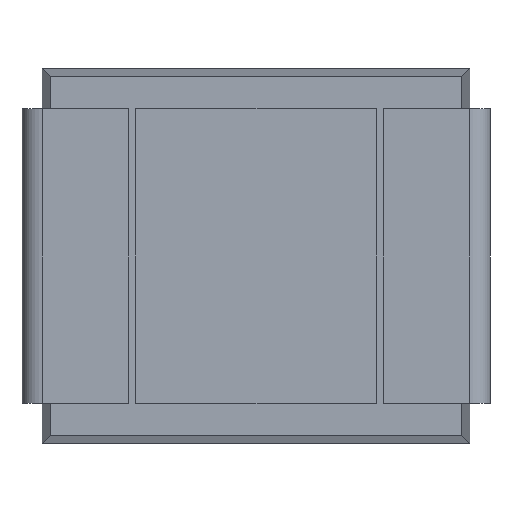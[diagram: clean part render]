
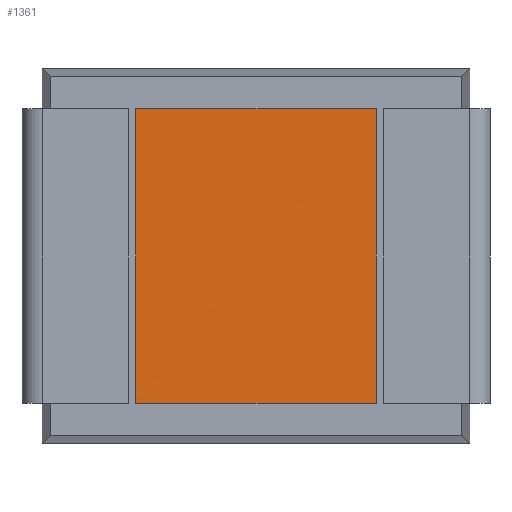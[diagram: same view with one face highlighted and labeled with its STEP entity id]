
A CAD part, front view. The second image highlights one B-rep face of the part: STEP entity #1361.
In plain terms, the highlighted planar face has unit normal (0, -1, 0).
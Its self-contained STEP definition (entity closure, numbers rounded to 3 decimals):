
#50 = VERTEX_POINT ( 'NONE', #1619 ) ;
#103 = CARTESIAN_POINT ( 'NONE',  ( 0.9, 0., -1.1 ) ) ;
#207 = ORIENTED_EDGE ( 'NONE', *, *, #1305, .F. ) ;
#348 = PLANE ( 'NONE',  #694 ) ;
#465 = VECTOR ( 'NONE', #1864, 1000. ) ;
#470 = CARTESIAN_POINT ( 'NONE',  ( 0., 0., 0. ) ) ;
#528 = VERTEX_POINT ( 'NONE', #2181 ) ;
#548 = VECTOR ( 'NONE', #593, 1000. ) ;
#593 = DIRECTION ( 'NONE',  ( 0., 0., 1. ) ) ;
#677 = EDGE_CURVE ( 'NONE', #1210, #528, #903, .T. ) ;
#694 = AXIS2_PLACEMENT_3D ( 'NONE', #470, #1896, #1010 ) ;
#732 = ORIENTED_EDGE ( 'NONE', *, *, #677, .F. ) ;
#805 = VECTOR ( 'NONE', #1099, 1000. ) ;
#903 = LINE ( 'NONE', #1989, #805 ) ;
#929 = CARTESIAN_POINT ( 'NONE',  ( -0.9, 0., 1.1 ) ) ;
#1010 = DIRECTION ( 'NONE',  ( 0., 0., 1. ) ) ;
#1099 = DIRECTION ( 'NONE',  ( -1., 0., 0. ) ) ;
#1132 = CARTESIAN_POINT ( 'NONE',  ( 0.9, 0., 1.1 ) ) ;
#1161 = LINE ( 'NONE', #1132, #465 ) ;
#1210 = VERTEX_POINT ( 'NONE', #103 ) ;
#1305 = EDGE_CURVE ( 'NONE', #1468, #50, #1161, .T. ) ;
#1361 = ADVANCED_FACE ( 'NONE', ( #1921 ), #348, .F. ) ;
#1460 = LINE ( 'NONE', #1666, #548 ) ;
#1468 = VERTEX_POINT ( 'NONE', #929 ) ;
#1535 = CARTESIAN_POINT ( 'NONE',  ( 0.9, 0., 1.1 ) ) ;
#1619 = CARTESIAN_POINT ( 'NONE',  ( 0.9, 0., 1.1 ) ) ;
#1666 = CARTESIAN_POINT ( 'NONE',  ( -0.9, 0., 1.1 ) ) ;
#1721 = DIRECTION ( 'NONE',  ( 0., 0., -1. ) ) ;
#1800 = EDGE_CURVE ( 'NONE', #528, #1468, #1460, .T. ) ;
#1864 = DIRECTION ( 'NONE',  ( 1., 0., 0. ) ) ;
#1896 = DIRECTION ( 'NONE',  ( 0., 1., 0. ) ) ;
#1901 = ORIENTED_EDGE ( 'NONE', *, *, #2298, .F. ) ;
#1921 = FACE_OUTER_BOUND ( 'NONE', #1963, .T. ) ;
#1937 = LINE ( 'NONE', #1535, #2214 ) ;
#1963 = EDGE_LOOP ( 'NONE', ( #2014, #732, #1901, #207 ) ) ;
#1989 = CARTESIAN_POINT ( 'NONE',  ( 0.9, 0., -1.1 ) ) ;
#2014 = ORIENTED_EDGE ( 'NONE', *, *, #1800, .F. ) ;
#2181 = CARTESIAN_POINT ( 'NONE',  ( -0.9, 0., -1.1 ) ) ;
#2214 = VECTOR ( 'NONE', #1721, 1000. ) ;
#2298 = EDGE_CURVE ( 'NONE', #50, #1210, #1937, .T. ) ;
